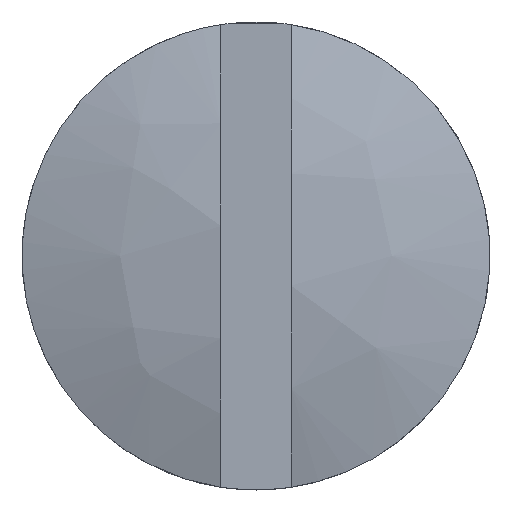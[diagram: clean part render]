
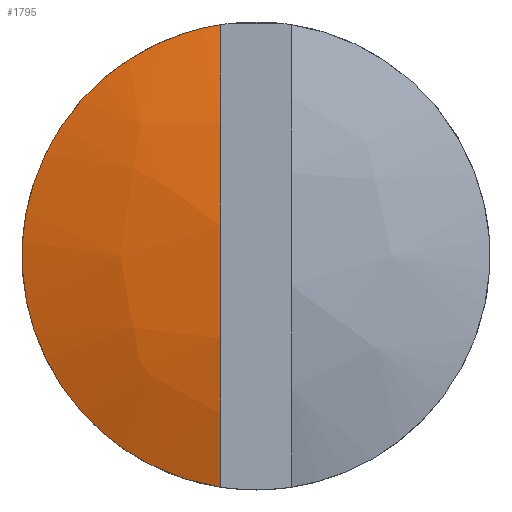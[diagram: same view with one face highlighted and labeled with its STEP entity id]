
A CAD part, top view. The second image highlights one B-rep face of the part: STEP entity #1795.
In plain terms, the highlighted free-form (B-spline) face has degree [2, 2] with [4, 4] control points.
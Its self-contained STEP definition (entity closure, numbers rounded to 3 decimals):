
#1255=CARTESIAN_POINT('',(-3.849,-4.569,20.0));
#1256=VERTEX_POINT('',#1255);
#1262=CARTESIAN_POINT('',(-0.86,5.932,20.0));
#1263=VERTEX_POINT('',#1262);
#1264=CARTESIAN_POINT('',(-3.849,-4.569,20.0));
#1265=CARTESIAN_POINT('',(-5.96,-2.772,20.));
#1266=CARTESIAN_POINT('',(-5.96,0.0,20.0));
#1267=CARTESIAN_POINT('',(-5.96,5.158,20.));
#1268=CARTESIAN_POINT('',(-0.86,5.932,20.0));
#1276=(BOUNDED_CURVE()B_SPLINE_CURVE(2,(#1264,#1265,#1266,#1267,#1268),.UNSPECIFIED.,.F.,.U.)B_SPLINE_CURVE_WITH_KNOTS((3,2,3),(0.197,0.5,1.0),.UNSPECIFIED.)CURVE()GEOMETRIC_REPRESENTATION_ITEM()RATIONAL_B_SPLINE_CURVE((0.884,0.854,1.0,0.758,1.0))REPRESENTATION_ITEM(''));
#1277=EDGE_CURVE('',#1256,#1263,#1276,.T.);
#1430=CARTESIAN_POINT('',(-0.86,-5.932,20.0));
#1431=VERTEX_POINT('',#1430);
#1445=CARTESIAN_POINT('',(-0.86,-5.932,20.0));
#1446=CARTESIAN_POINT('',(-2.549,-5.676,20.));
#1447=CARTESIAN_POINT('',(-3.849,-4.569,20.0));
#1455=(BOUNDED_CURVE()B_SPLINE_CURVE(2,(#1445,#1446,#1447),.UNSPECIFIED.,.F.,.U.)B_SPLINE_CURVE_WITH_KNOTS((3,3),(0.0,0.197),.UNSPECIFIED.)CURVE()GEOMETRIC_REPRESENTATION_ITEM()RATIONAL_B_SPLINE_CURVE((1.0,0.905,0.884))REPRESENTATION_ITEM(''));
#1456=EDGE_CURVE('',#1431,#1256,#1455,.T.);
#1588=CARTESIAN_POINT('',(-0.86,5.932,20.0));
#1589=CARTESIAN_POINT('',(-0.86,0.,22.011));
#1590=CARTESIAN_POINT('',(-0.86,-5.932,20.0));
#1598=(BOUNDED_CURVE()B_SPLINE_CURVE(2,(#1588,#1589,#1590),.UNSPECIFIED.,.F.,.U.)CURVE()GEOMETRIC_REPRESENTATION_ITEM()QUASI_UNIFORM_CURVE()RATIONAL_B_SPLINE_CURVE((1.0,0.947,1.0))REPRESENTATION_ITEM(''));
#1599=EDGE_CURVE('',#1263,#1431,#1598,.T.);
#1766=CARTESIAN_POINT('',(-5.892,-6.479,18.781));
#1767=CARTESIAN_POINT('',(-4.584,-6.517,19.243));
#1768=CARTESIAN_POINT('',(-1.857,-6.517,19.766));
#1769=CARTESIAN_POINT('',(-0.47,-6.479,19.821));
#1770=CARTESIAN_POINT('',(-6.202,-3.346,19.915));
#1771=CARTESIAN_POINT('',(-4.853,-3.366,20.399));
#1772=CARTESIAN_POINT('',(-2.035,-3.366,20.939));
#1773=CARTESIAN_POINT('',(-0.601,-3.346,20.989));
#1774=CARTESIAN_POINT('',(-6.202,3.346,19.915));
#1775=CARTESIAN_POINT('',(-4.853,3.366,20.399));
#1776=CARTESIAN_POINT('',(-2.035,3.366,20.939));
#1777=CARTESIAN_POINT('',(-0.601,3.346,20.989));
#1778=CARTESIAN_POINT('',(-5.892,6.479,18.781));
#1779=CARTESIAN_POINT('',(-4.584,6.517,19.243));
#1780=CARTESIAN_POINT('',(-1.857,6.517,19.766));
#1781=CARTESIAN_POINT('',(-0.47,6.479,19.821));
#1789=(BOUNDED_SURFACE()B_SPLINE_SURFACE(2,2,((#1766,#1770,#1774,#1778),(#1767,#1771,#1775,#1779),(#1768,#1772,#1776,#1780),(#1769,#1773,#1777,#1781)),.UNSPECIFIED.,.F.,.F.,.U.)B_SPLINE_SURFACE_WITH_KNOTS((3,1,3),(3,1,3),(7.51,10.263,13.018),(3.8,10.263,16.726),.UNSPECIFIED.)GEOMETRIC_REPRESENTATION_ITEM()RATIONAL_B_SPLINE_SURFACE(((1.039,1.006,1.006,1.039),(1.033,1.0,1.0,1.033),(1.033,1.0,1.0,1.033),(1.039,1.006,1.006,1.039)))REPRESENTATION_ITEM('')SURFACE());
#1790=ORIENTED_EDGE('',*,*,#1599,.F.);
#1791=ORIENTED_EDGE('',*,*,#1277,.F.);
#1792=ORIENTED_EDGE('',*,*,#1456,.F.);
#1793=EDGE_LOOP('',(#1790,#1791,#1792));
#1794=FACE_OUTER_BOUND('',#1793,.T.);
#1795=ADVANCED_FACE('',(#1794),#1789,.T.);
